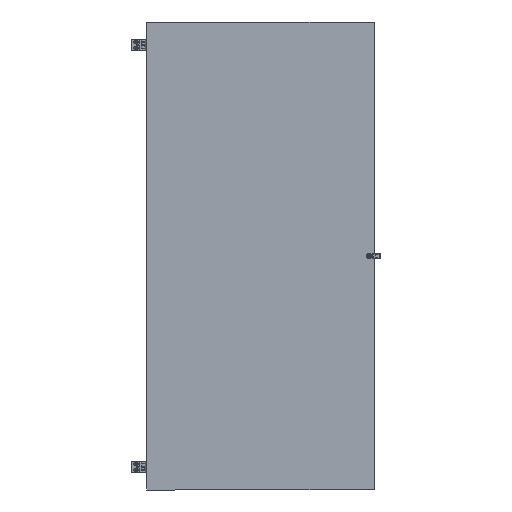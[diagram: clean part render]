
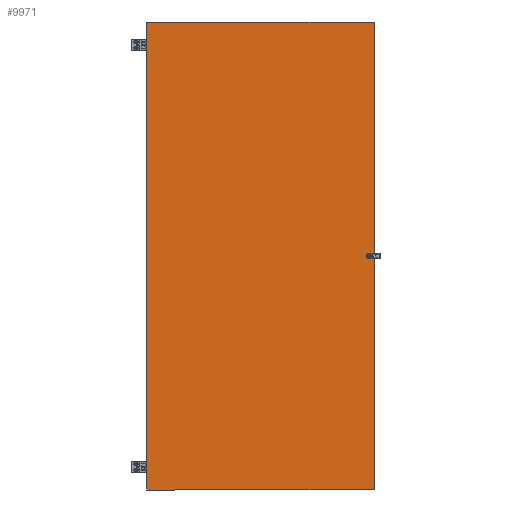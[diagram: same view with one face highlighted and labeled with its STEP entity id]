
A CAD part, front view. The second image highlights one B-rep face of the part: STEP entity #9971.
In plain terms, the highlighted face is planar.
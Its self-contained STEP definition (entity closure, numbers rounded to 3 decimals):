
#1264=FACE_OUTER_BOUND('',#1861,.T.);
#1861=EDGE_LOOP('',(#6682,#6683,#6684,#6685));
#2513=LINE('',#15166,#3360);
#2516=LINE('',#15171,#3363);
#2518=LINE('',#15175,#3365);
#2520=LINE('',#15178,#3367);
#3360=VECTOR('',#12111,10.);
#3363=VECTOR('',#12116,10.);
#3365=VECTOR('',#12120,10.);
#3367=VECTOR('',#12124,10.);
#4207=VERTEX_POINT('',#15164);
#4208=VERTEX_POINT('',#15165);
#4209=VERTEX_POINT('',#15170);
#4210=VERTEX_POINT('',#15174);
#5162=EDGE_CURVE('',#4207,#4208,#2513,.T.);
#5165=EDGE_CURVE('',#4208,#4209,#2516,.T.);
#5167=EDGE_CURVE('',#4209,#4210,#2518,.T.);
#5169=EDGE_CURVE('',#4210,#4207,#2520,.T.);
#6682=ORIENTED_EDGE('',*,*,#5162,.F.);
#6683=ORIENTED_EDGE('',*,*,#5169,.F.);
#6684=ORIENTED_EDGE('',*,*,#5167,.F.);
#6685=ORIENTED_EDGE('',*,*,#5165,.F.);
#9675=PLANE('',#11003);
#9971=ADVANCED_FACE('',(#1264),#9675,.T.);
#11003=AXIS2_PLACEMENT_3D('',#15179,#12125,#12126);
#12111=DIRECTION('',(0.,-1.,0.));
#12116=DIRECTION('',(-1.,0.,0.));
#12120=DIRECTION('',(0.,1.,0.));
#12124=DIRECTION('',(1.,0.,0.));
#12125=DIRECTION('center_axis',(0.,0.,1.));
#12126=DIRECTION('ref_axis',(1.,0.,0.));
#15164=CARTESIAN_POINT('',(973.5,473.5,17.));
#15165=CARTESIAN_POINT('',(973.5,-473.5,17.));
#15166=CARTESIAN_POINT('',(973.5,473.5,17.));
#15170=CARTESIAN_POINT('',(-973.5,-473.5,17.));
#15171=CARTESIAN_POINT('',(973.5,-473.5,17.));
#15174=CARTESIAN_POINT('',(-973.5,473.5,17.));
#15175=CARTESIAN_POINT('',(-973.5,-473.5,17.));
#15178=CARTESIAN_POINT('',(-973.5,473.5,17.));
#15179=CARTESIAN_POINT('Origin',(0.,0.,
17.));
